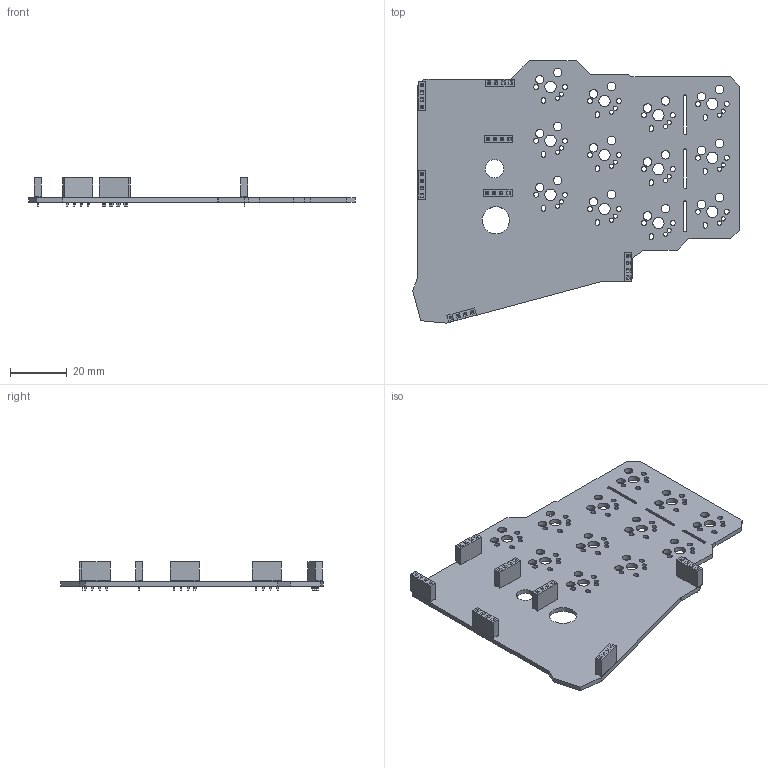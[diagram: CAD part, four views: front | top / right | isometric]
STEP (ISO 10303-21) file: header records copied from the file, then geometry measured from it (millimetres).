
FILE_DESCRIPTION(('KiCad electronic assembly'),'2;1');
FILE_NAME('ThumbsUpL1.step','2023-06-21T20:18:25',('An Author'),( 'A Company'),'Open CASCADE STEP processor 6.9', 'KiCad to STEP converter','Unknown');
FILE_SCHEMA(('AUTOMOTIVE_DESIGN { 1 0 10303 214 1 1 1 1 }'));
Length unit declared in the file: millimetre
Products named in the file (4): Open CASCADE STEP translator 6.9 1; PinSocket_1x04_P2.54mm_Vertical; SOLID; COMPOUND
Assembly tree (9 placements, depth 3):
  Open CASCADE STEP translator 6.9 1
    PinSocket_1x04_P2.54mm_Vertical  x7
      SOLID
    COMPOUND
Bounding box: 115.41 x 92.65 x 10.1 mm (x, y, z)
Volume: 13601.9 mm3; surface area: 19787.4 mm2
Topology: 8 solids, 8 shells, 1141 faces, 3011 edges, 1970 vertices
Faces by surface type: plane 973, cylinder 168
Full cylindrical faces by diameter (mm): 1 x28, 1.47 x24, 1.75 x24, 3 x24, 3.988 x12, 6.5 x1, 9.6 x1
Entity records: 24798 total; most frequent: CARTESIAN_POINT 3862, DIRECTION 3823, LINE 2121, VECTOR 2121, ORIENTED_EDGE 1894, PCURVE 1894, DEFINITIONAL_REPRESENTATION 1894, EDGE_CURVE 947
